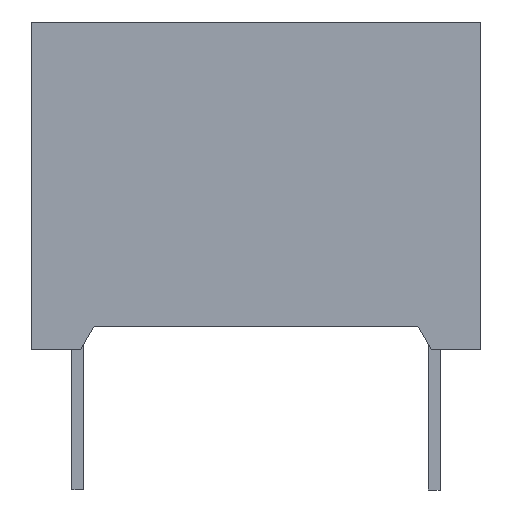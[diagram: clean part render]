
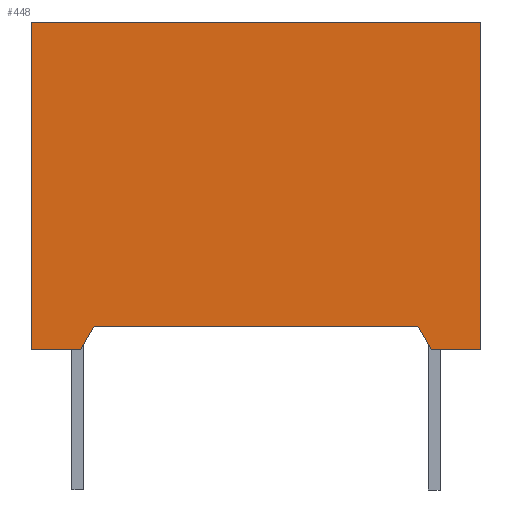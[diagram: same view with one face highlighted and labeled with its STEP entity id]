
A CAD part, front view. The second image highlights one B-rep face of the part: STEP entity #448.
In plain terms, the highlighted planar face has unit normal (0, -1, 0).
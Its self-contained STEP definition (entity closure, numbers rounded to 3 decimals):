
#448=ADVANCED_FACE('NONE',(#979),#980,.T.);
#979=FACE_OUTER_BOUND('',#1625,.T.);
#980=PLANE('',#1626);
#1625=EDGE_LOOP('',(#2770,#2771,#2772,#2773,#2774,#2775,#2776,#2777));
#1626=AXIS2_PLACEMENT_3D('',#2778,#2779,#2780);
#2770=ORIENTED_EDGE('',*,*,#3822,.T.);
#2771=ORIENTED_EDGE('',*,*,#3824,.T.);
#2772=ORIENTED_EDGE('',*,*,#3814,.T.);
#2773=ORIENTED_EDGE('',*,*,#3836,.T.);
#2774=ORIENTED_EDGE('',*,*,#3985,.F.);
#2775=ORIENTED_EDGE('',*,*,#3986,.F.);
#2776=ORIENTED_EDGE('',*,*,#3981,.T.);
#2777=ORIENTED_EDGE('',*,*,#3819,.T.);
#2778=CARTESIAN_POINT('',(-4.8,-6.5,0.));
#2779=DIRECTION('',(0.,-1.0,0.));
#2780=DIRECTION('',(0.0,0.,-1.0));
#3814=EDGE_CURVE('NONE',#4597,#4595,#4598,.T.);
#3819=EDGE_CURVE('NONE',#4601,#4603,#4605,.T.);
#3822=EDGE_CURVE('NONE',#4603,#4607,#4609,.T.);
#3824=EDGE_CURVE('NONE',#4607,#4597,#4611,.T.);
#3836=EDGE_CURVE('NONE',#4595,#4627,#4628,.T.);
#3981=EDGE_CURVE('NONE',#4821,#4601,#4822,.T.);
#3985=EDGE_CURVE('NONE',#4827,#4627,#4828,.T.);
#3986=EDGE_CURVE('NONE',#4821,#4827,#4829,.T.);
#4595=VERTEX_POINT('NONE',#5714);
#4597=VERTEX_POINT('NONE',#5717);
#4598=LINE('',#5718,#5719);
#4601=VERTEX_POINT('NONE',#5723);
#4603=VERTEX_POINT('NONE',#5726);
#4605=LINE('',#5729,#5730);
#4607=VERTEX_POINT('NONE',#5732);
#4609=LINE('',#5735,#5736);
#4611=LINE('',#5738,#5739);
#4627=VERTEX_POINT('NONE',#5762);
#4628=LINE('',#5763,#5764);
#4821=VERTEX_POINT('NONE',#6053);
#4822=LINE('',#6054,#6055);
#4827=VERTEX_POINT('NONE',#6062);
#4828=LINE('',#6063,#6064);
#4829=LINE('',#6065,#6066);
#5714=CARTESIAN_POINT('',(3.75,-6.5,0.));
#5717=CARTESIAN_POINT('',(3.461,-6.5,0.5));
#5718=CARTESIAN_POINT('',(3.461,-6.5,0.5));
#5719=VECTOR('',#6864,1000.0);
#5723=CARTESIAN_POINT('',(-4.8,-6.5,0.));
#5726=CARTESIAN_POINT('',(-3.75,-6.5,0.));
#5729=CARTESIAN_POINT('',(-4.8,-6.5,0.));
#5730=VECTOR('',#6868,1000.0);
#5732=CARTESIAN_POINT('',(-3.461,-6.5,0.5));
#5735=CARTESIAN_POINT('',(-3.75,-6.5,0.));
#5736=VECTOR('',#6870,1000.0);
#5738=CARTESIAN_POINT('',(-4.8,-6.5,0.5));
#5739=VECTOR('',#6871,1000.0);
#5762=CARTESIAN_POINT('',(4.8,-6.5,0.));
#5763=CARTESIAN_POINT('',(-4.8,-6.5,0.));
#5764=VECTOR('',#6879,1000.0);
#6053=CARTESIAN_POINT('',(-4.8,-6.5,7.0));
#6054=CARTESIAN_POINT('',(-4.8,-6.5,0.));
#6055=VECTOR('',#6976,1000.0);
#6062=CARTESIAN_POINT('',(4.8,-6.5,7.));
#6063=CARTESIAN_POINT('',(4.8,-6.5,7.0));
#6064=VECTOR('',#6979,1000.0);
#6065=CARTESIAN_POINT('',(-4.8,-6.5,7.0));
#6066=VECTOR('',#6980,1000.0);
#6864=DIRECTION('',(0.5,0.,-0.866));
#6868=DIRECTION('',(1.0,0.,0.));
#6870=DIRECTION('',(0.5,0.,0.866));
#6871=DIRECTION('',(1.0,0.,0.));
#6879=DIRECTION('',(1.0,0.,0.));
#6976=DIRECTION('',(0.0,0.,-1.0));
#6979=DIRECTION('',(0.,0.0,-1.0));
#6980=DIRECTION('',(1.0,0.0,0.));
